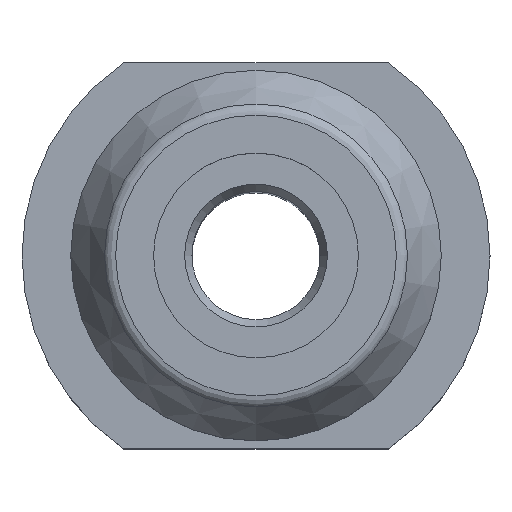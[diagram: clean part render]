
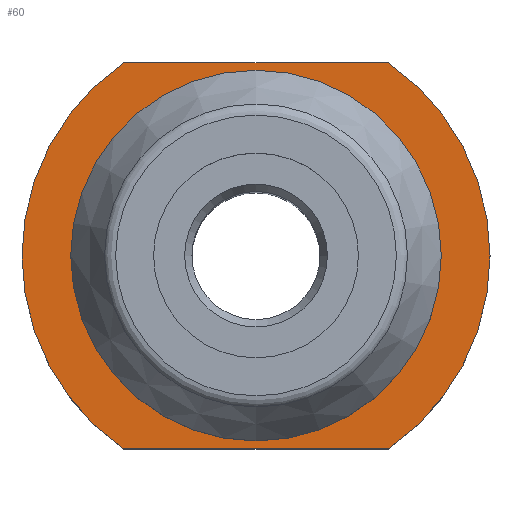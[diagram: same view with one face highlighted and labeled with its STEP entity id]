
A CAD part, top view. The second image highlights one B-rep face of the part: STEP entity #60.
In plain terms, the highlighted planar face has unit normal (0, 0, 1).
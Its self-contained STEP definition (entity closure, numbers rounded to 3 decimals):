
#60=ADVANCED_FACE('',(#118,#119),#93,.F.);
#93=PLANE('',#451);
#102=LINE('',#665,#110);
#103=LINE('',#670,#111);
#110=VECTOR('',#523,1.);
#111=VECTOR('',#526,1.);
#118=FACE_BOUND('',#176,.T.);
#119=FACE_BOUND('',#177,.T.);
#176=EDGE_LOOP('',(#238));
#177=EDGE_LOOP('',(#239,#240,#241,#242));
#238=ORIENTED_EDGE('',*,*,#354,.T.);
#239=ORIENTED_EDGE('',*,*,#355,.F.);
#240=ORIENTED_EDGE('',*,*,#356,.F.);
#241=ORIENTED_EDGE('',*,*,#357,.T.);
#242=ORIENTED_EDGE('',*,*,#358,.F.);
#318=VERTEX_POINT('',#664);
#319=VERTEX_POINT('',#666);
#320=VERTEX_POINT('',#667);
#321=VERTEX_POINT('',#669);
#322=VERTEX_POINT('',#671);
#354=EDGE_CURVE('',#318,#318,#394,.T.);
#355=EDGE_CURVE('',#319,#320,#102,.T.);
#356=EDGE_CURVE('',#321,#319,#395,.T.);
#357=EDGE_CURVE('',#321,#322,#103,.T.);
#358=EDGE_CURVE('',#320,#322,#396,.T.);
#394=CIRCLE('',#448,13.064);
#395=CIRCLE('',#449,18.28);
#396=CIRCLE('',#450,18.28);
#448=AXIS2_PLACEMENT_3D('',#663,#521,#522);
#449=AXIS2_PLACEMENT_3D('',#668,#524,#525);
#450=AXIS2_PLACEMENT_3D('',#672,#527,#528);
#451=AXIS2_PLACEMENT_3D('',#673,#529,#530);
#521=DIRECTION('',(0.,0.,-1.));
#522=DIRECTION('',(0.,1.,0.));
#523=DIRECTION('',(1.,0.,0.));
#524=DIRECTION('',(0.,0.,-1.));
#525=DIRECTION('',(0.,1.,0.));
#526=DIRECTION('',(1.,0.,0.));
#527=DIRECTION('',(0.,0.,-1.));
#528=DIRECTION('',(0.,1.,0.));
#529=DIRECTION('',(0.,0.,-1.));
#530=DIRECTION('',(0.,1.,0.));
#663=CARTESIAN_POINT('',(0.,0.,5.));
#664=CARTESIAN_POINT('',(0.,13.064,5.));
#665=CARTESIAN_POINT('',(-20.108,15.075,5.));
#666=CARTESIAN_POINT('',(-10.339,15.075,5.));
#667=CARTESIAN_POINT('',(10.339,15.075,5.));
#668=CARTESIAN_POINT('',(0.,0.,5.));
#669=CARTESIAN_POINT('',(-10.339,-15.075,5.));
#670=CARTESIAN_POINT('',(-20.108,-15.075,5.));
#671=CARTESIAN_POINT('',(10.339,-15.075,5.));
#672=CARTESIAN_POINT('',(0.,0.,5.));
#673=CARTESIAN_POINT('',(0.,10.414,5.));
